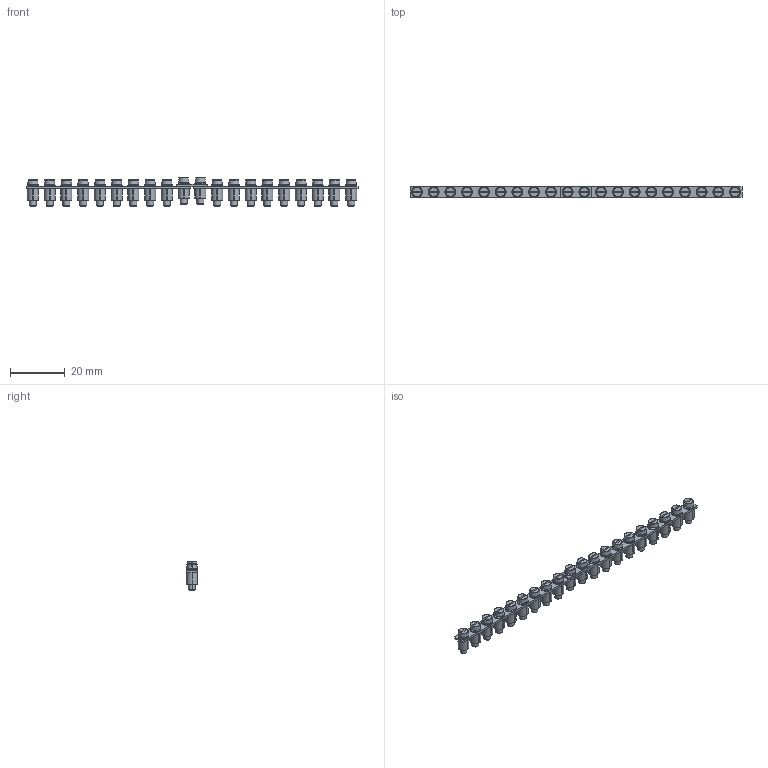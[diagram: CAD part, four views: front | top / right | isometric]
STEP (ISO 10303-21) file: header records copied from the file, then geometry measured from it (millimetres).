
FILE_DESCRIPTION(('CATIA V5 STEP Exchange','CAx-IF Rec.Pracs.--- Model Styling and Organization---1.4--- 2014-01-23'),'2;1');
FILE_NAME ('D1451745_1_1399800000_1399800000.stp','2021-12-15T16:30:32+00:00',('none'),('Weidmueller'),'CATIA Version 5-6 Release 2016 SP3 HF44','CATIA V5 STEP AP214','none');
FILE_SCHEMA(('AUTOMOTIVE_DESIGN { 1 0 10303 214 1 1 1 1 }'));
Length unit declared in the file: millimetre
Products named in the file (1): 1399800000
Bounding box: 120.9 x 4 x 10.4 mm (x, y, z)
Volume: 1944.5 mm3; surface area: 5808.4 mm2
Topology: 63 solids, 63 shells, 976 faces, 2241 edges, 1451 vertices
Faces by surface type: cylinder 418, plane 358, cone 120, torus 80
Entity records: 32658 total; most frequent: CARTESIAN_POINT 12369, ORIENTED_EDGE 4482, DIRECTION 3262, EDGE_CURVE 2241, AXIS2_PLACEMENT_3D 1596, VERTEX_POINT 1451, EDGE_LOOP 1076, ADVANCED_FACE 976
